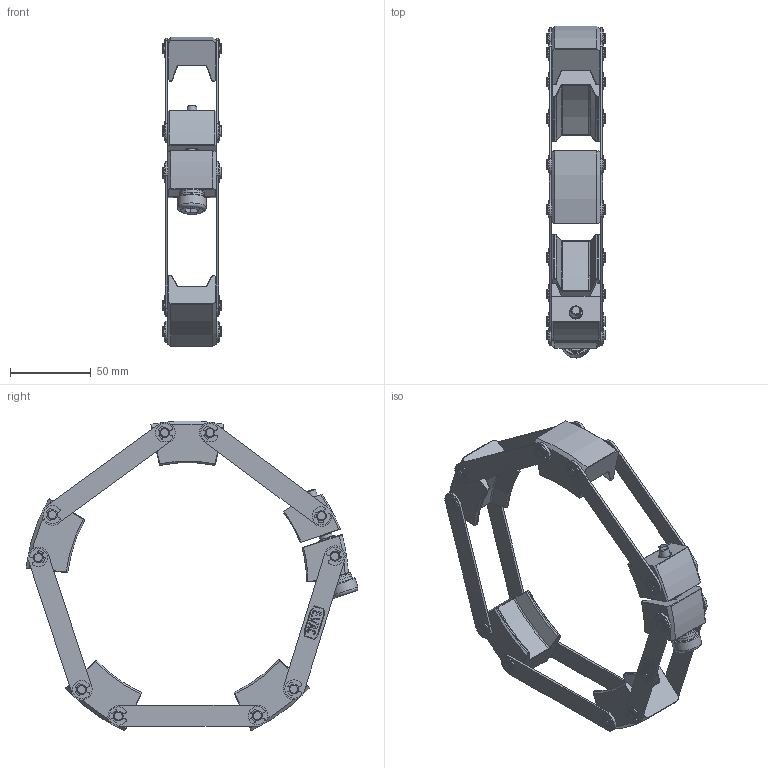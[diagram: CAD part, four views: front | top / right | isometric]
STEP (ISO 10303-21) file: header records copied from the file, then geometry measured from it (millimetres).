
FILE_DESCRIPTION(/* description */ (''),/* implementation_level */ '2;1');
FILE_NAME(/* name */ '30.125003.211.312',/* time_stamp */ '2018-07-19T16:05:00+02:00',/* author */ ('Murat Coskun Bicak'),/* organization */ ('Evac AG'),/* preprocessor_version */ 'ST-DEVELOPER v16.7',/* originating_system */ 'DEX',/* authorisation */ $);
FILE_SCHEMA (('AUTOMOTIVE_DESIGN {1 0 10303 214 3 1 1}'));
Length unit declared in the file: millimetre
Products named in the file (19): 30.125003.211.312; 03.115.000-IX; 03.116.000-IX; 03.117.000-IX; 03.040.086-IX; 03.061.003-IX; 00.1205.00-IX; 03.050.006-IX; Gravierung; Gravierung_2; Gravierung_3; Gravierung_4; Gravierung_5; 00.1008.02-IXMY; 00.1108.00-IX; 00.1408.00-IX; 03.070.018-IXMY; 00.5608.20-IX
Assembly tree (61 placements, depth 3):
  30.125003.211.312
    03.115.000-IX  x4
    03.116.000-IX
    03.117.000-IX
    03.040.086-IX  x10
    03.061.003-IX  x4
    00.1205.00-IX  x20
    03.050.006-IX  x8
    Gravierung  x2
      Gravierung
      Gravierung_2
      Gravierung_3
      Gravierung_4
      Gravierung_5
    00.1008.02-IXMY  x2
    00.1108.00-IX
    00.1408.00-IX
    03.070.018-IXMY
    00.5608.20-IX
Bounding box: 37.1 x 205.47 x 191.82 mm (x, y, z)
Volume: 143498 mm3; surface area: 81493.5 mm2
Topology: 64 solids, 64 shells, 1908 faces, 4753 edges, 3011 vertices
Faces by surface type: plane 1076, cylinder 652, bspline 96, cone 62, torus 22
Full cylindrical faces by diameter (mm): 5 x20, 6 x54, 6.1 x8, 8 x3, 8.376 x1, 8.4 x4, 15 x3, 17.955 x1
Entity records: 16104 total; most frequent: CARTESIAN_POINT 3454, DIRECTION 2496, ORIENTED_EDGE 2434, EDGE_CURVE 1217, AXIS2_PLACEMENT_3D 927, VERTEX_POINT 784, LINE 642, VECTOR 642
